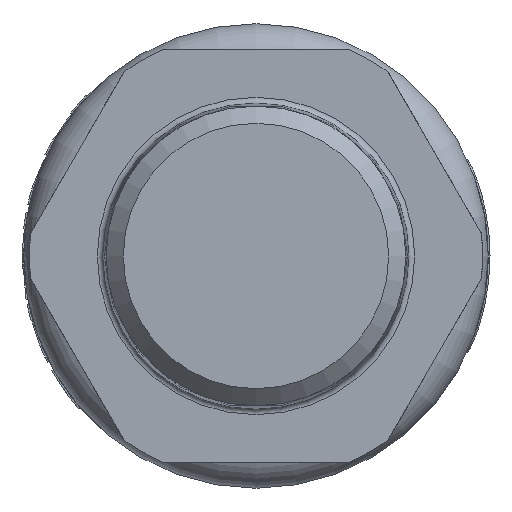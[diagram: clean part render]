
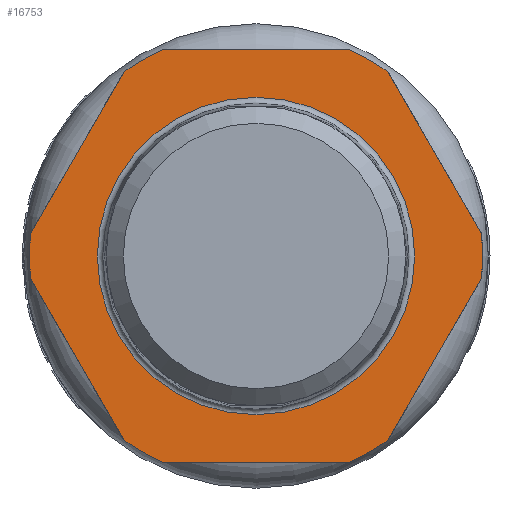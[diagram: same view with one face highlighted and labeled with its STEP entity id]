
A CAD part, left-side view. The second image highlights one B-rep face of the part: STEP entity #16753.
In plain terms, the highlighted planar face has unit normal (-1, 0, 0).
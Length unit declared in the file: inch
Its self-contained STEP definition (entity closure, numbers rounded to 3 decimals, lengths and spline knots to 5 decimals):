
#641=FACE_BOUND('',#3335,.T.);
#1362=CIRCLE('',#18226,0.54469);
#1363=CIRCLE('',#18227,0.54469);
#1367=CIRCLE('',#18233,0.77756);
#1368=CIRCLE('',#18234,0.77756);
#1369=CIRCLE('',#18235,0.77756);
#1370=CIRCLE('',#18236,0.77756);
#1371=CIRCLE('',#18237,0.77756);
#1372=CIRCLE('',#18238,0.77756);
#2410=FACE_OUTER_BOUND('',#3334,.T.);
#3334=EDGE_LOOP('',(#14446,#14447,#14448,#14449,#14450,#14451,#14452,#14453,
#14454,#14455,#14456,#14457));
#3335=EDGE_LOOP('',(#14458,#14459));
#4109=LINE('',#34095,#4877);
#4110=LINE('',#34099,#4878);
#4111=LINE('',#34103,#4879);
#4112=LINE('',#34107,#4880);
#4113=LINE('',#34111,#4881);
#4114=LINE('',#34115,#4882);
#4877=VECTOR('',#21900,0.3937);
#4878=VECTOR('',#21903,0.3937);
#4879=VECTOR('',#21906,0.3937);
#4880=VECTOR('',#21909,0.3937);
#4881=VECTOR('',#21912,0.3937);
#4882=VECTOR('',#21915,0.3937);
#7162=VERTEX_POINT('',#34080);
#7163=VERTEX_POINT('',#34082);
#7166=VERTEX_POINT('',#34093);
#7167=VERTEX_POINT('',#34094);
#7168=VERTEX_POINT('',#34096);
#7169=VERTEX_POINT('',#34098);
#7170=VERTEX_POINT('',#34100);
#7171=VERTEX_POINT('',#34102);
#7172=VERTEX_POINT('',#34104);
#7173=VERTEX_POINT('',#34106);
#7174=VERTEX_POINT('',#34108);
#7175=VERTEX_POINT('',#34110);
#7176=VERTEX_POINT('',#34112);
#7177=VERTEX_POINT('',#34114);
#9599=EDGE_CURVE('',#7162,#7163,#1362,.T.);
#9600=EDGE_CURVE('',#7163,#7162,#1363,.T.);
#9605=EDGE_CURVE('',#7166,#7167,#4109,.T.);
#9606=EDGE_CURVE('',#7168,#7167,#1367,.T.);
#9607=EDGE_CURVE('',#7168,#7169,#4110,.T.);
#9608=EDGE_CURVE('',#7170,#7169,#1368,.T.);
#9609=EDGE_CURVE('',#7170,#7171,#4111,.T.);
#9610=EDGE_CURVE('',#7172,#7171,#1369,.T.);
#9611=EDGE_CURVE('',#7172,#7173,#4112,.T.);
#9612=EDGE_CURVE('',#7174,#7173,#1370,.T.);
#9613=EDGE_CURVE('',#7174,#7175,#4113,.T.);
#9614=EDGE_CURVE('',#7176,#7175,#1371,.T.);
#9615=EDGE_CURVE('',#7176,#7177,#4114,.T.);
#9616=EDGE_CURVE('',#7166,#7177,#1372,.T.);
#14446=ORIENTED_EDGE('',*,*,#9605,.T.);
#14447=ORIENTED_EDGE('',*,*,#9606,.F.);
#14448=ORIENTED_EDGE('',*,*,#9607,.T.);
#14449=ORIENTED_EDGE('',*,*,#9608,.F.);
#14450=ORIENTED_EDGE('',*,*,#9609,.T.);
#14451=ORIENTED_EDGE('',*,*,#9610,.F.);
#14452=ORIENTED_EDGE('',*,*,#9611,.T.);
#14453=ORIENTED_EDGE('',*,*,#9612,.F.);
#14454=ORIENTED_EDGE('',*,*,#9613,.T.);
#14455=ORIENTED_EDGE('',*,*,#9614,.F.);
#14456=ORIENTED_EDGE('',*,*,#9615,.T.);
#14457=ORIENTED_EDGE('',*,*,#9616,.F.);
#14458=ORIENTED_EDGE('',*,*,#9600,.F.);
#14459=ORIENTED_EDGE('',*,*,#9599,.F.);
#14997=PLANE('',#18232);
#16753=ADVANCED_FACE('',(#2410,#641),#14997,.T.);
#18226=AXIS2_PLACEMENT_3D('',#34083,#21885,#21886);
#18227=AXIS2_PLACEMENT_3D('',#34084,#21887,#21888);
#18232=AXIS2_PLACEMENT_3D('',#34092,#21898,#21899);
#18233=AXIS2_PLACEMENT_3D('',#34097,#21901,#21902);
#18234=AXIS2_PLACEMENT_3D('',#34101,#21904,#21905);
#18235=AXIS2_PLACEMENT_3D('',#34105,#21907,#21908);
#18236=AXIS2_PLACEMENT_3D('',#34109,#21910,#21911);
#18237=AXIS2_PLACEMENT_3D('',#34113,#21913,#21914);
#18238=AXIS2_PLACEMENT_3D('',#34116,#21916,#21917);
#21885=DIRECTION('center_axis',(-1.,0.,0.));
#21886=DIRECTION('ref_axis',(0.,1.,0.));
#21887=DIRECTION('center_axis',(-1.,0.,0.));
#21888=DIRECTION('ref_axis',(0.,1.,0.));
#21898=DIRECTION('center_axis',(-1.,0.,0.));
#21899=DIRECTION('ref_axis',(0.,1.,0.));
#21900=DIRECTION('',(0.,0.5,0.866));
#21901=DIRECTION('center_axis',(1.,0.,0.));
#21902=DIRECTION('ref_axis',(0.,-1.,0.));
#21903=DIRECTION('',(0.,1.,0.));
#21904=DIRECTION('center_axis',(1.,0.,0.));
#21905=DIRECTION('ref_axis',(0.,-1.,0.));
#21906=DIRECTION('',(0.,0.5,-0.866));
#21907=DIRECTION('center_axis',(1.,0.,0.));
#21908=DIRECTION('ref_axis',(0.,-1.,0.));
#21909=DIRECTION('',(0.,-0.5,-0.866));
#21910=DIRECTION('center_axis',(1.,0.,0.));
#21911=DIRECTION('ref_axis',(0.,-1.,0.));
#21912=DIRECTION('',(0.,-1.,0.));
#21913=DIRECTION('center_axis',(1.,0.,0.));
#21914=DIRECTION('ref_axis',(0.,-1.,0.));
#21915=DIRECTION('',(0.,-0.5,0.866));
#21916=DIRECTION('center_axis',(1.,0.,0.));
#21917=DIRECTION('ref_axis',(0.,-1.,0.));
#34080=CARTESIAN_POINT('',(-1.99409,0.54469,0.));
#34082=CARTESIAN_POINT('',(-1.99409,-0.54469,0.));
#34083=CARTESIAN_POINT('Origin',(-1.99409,0.,
0.));
#34084=CARTESIAN_POINT('Origin',(-1.99409,0.,
0.));
#34092=CARTESIAN_POINT('Origin',(-1.99409,0.,
-0.77756));
#34093=CARTESIAN_POINT('',(-1.99409,-0.77372,0.07721));
#34094=CARTESIAN_POINT('',(-1.99409,-0.45372,0.63145));
#34095=CARTESIAN_POINT('',(-1.99409,-0.86206,-0.07582));
#34096=CARTESIAN_POINT('',(-1.99409,-0.32,0.70866));
#34097=CARTESIAN_POINT('Origin',(-1.99409,0.,
0.));
#34098=CARTESIAN_POINT('',(-1.99409,0.32,0.70866));
#34099=CARTESIAN_POINT('',(-1.99409,-0.16,0.70866));
#34100=CARTESIAN_POINT('',(-1.99409,0.45372,0.63145));
#34101=CARTESIAN_POINT('Origin',(-1.99409,0.,
0.));
#34102=CARTESIAN_POINT('',(-1.99409,0.77372,0.07721));
#34103=CARTESIAN_POINT('',(-1.99409,0.70207,0.20131));
#34104=CARTESIAN_POINT('',(-1.99409,0.77372,-0.07721));
#34105=CARTESIAN_POINT('Origin',(-1.99409,0.,
0.));
#34106=CARTESIAN_POINT('',(-1.99409,0.45372,-0.63145));
#34107=CARTESIAN_POINT('',(-1.99409,0.52537,-0.50735));
#34108=CARTESIAN_POINT('',(-1.99409,0.32,-0.70866));
#34109=CARTESIAN_POINT('Origin',(-1.99409,0.,
0.));
#34110=CARTESIAN_POINT('',(-1.99409,-0.32,-0.70866));
#34111=CARTESIAN_POINT('',(-1.99409,0.16,-0.70866));
#34112=CARTESIAN_POINT('',(-1.99409,-0.45372,-0.63145));
#34113=CARTESIAN_POINT('Origin',(-1.99409,0.,
0.));
#34114=CARTESIAN_POINT('',(-1.99409,-0.77372,-0.07721));
#34115=CARTESIAN_POINT('',(-1.99409,-0.36537,-0.78448));
#34116=CARTESIAN_POINT('Origin',(-1.99409,0.,
0.));
